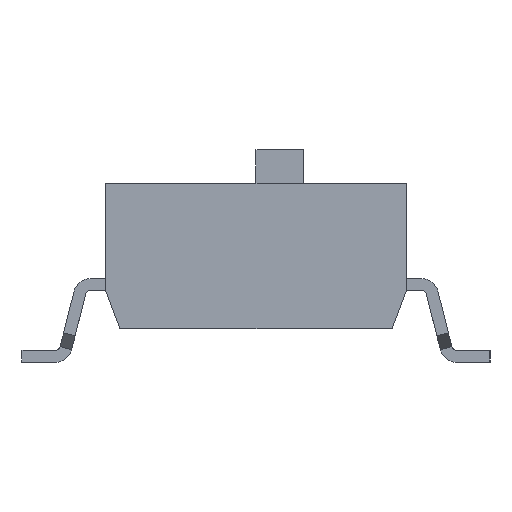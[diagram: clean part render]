
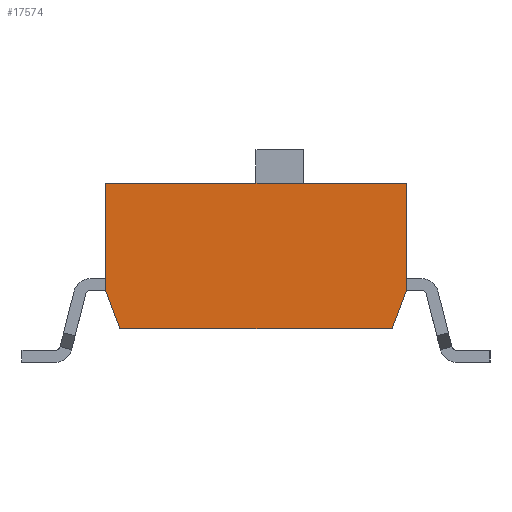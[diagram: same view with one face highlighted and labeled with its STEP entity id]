
A CAD part, left-side view. The second image highlights one B-rep face of the part: STEP entity #17574.
In plain terms, the highlighted planar face has unit normal (-1, 0, 0).
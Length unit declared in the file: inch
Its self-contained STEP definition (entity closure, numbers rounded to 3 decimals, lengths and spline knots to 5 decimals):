
#14576=CARTESIAN_POINT('',(-0.52047,0.12402,0.12008));
#14577=VERTEX_POINT('',#14576);
#14584=CARTESIAN_POINT('',(-0.52047,-0.12402,0.12008));
#14585=VERTEX_POINT('',#14584);
#14586=CARTESIAN_POINT('',(-0.52047,-0.12402,0.12008));
#14587=DIRECTION('',(0.0,1.0,0.0));
#14588=VECTOR('',#14587,0.24803);
#14589=LINE('',#14586,#14588);
#14590=EDGE_CURVE('',#14585,#14577,#14589,.T.);
#17198=CARTESIAN_POINT('',(-0.52047,0.12402,0.0315));
#17199=VERTEX_POINT('',#17198);
#17200=CARTESIAN_POINT('',(-0.52047,0.1122,0.));
#17201=VERTEX_POINT('',#17200);
#17202=CARTESIAN_POINT('',(-0.52047,0.12402,0.0315));
#17203=DIRECTION('',(0.0,-0.351,-0.936));
#17204=VECTOR('',#17203,0.03364);
#17205=LINE('',#17202,#17204);
#17206=EDGE_CURVE('',#17199,#17201,#17205,.T.);
#17308=CARTESIAN_POINT('',(-0.52047,-0.1122,0.));
#17309=VERTEX_POINT('',#17308);
#17310=CARTESIAN_POINT('',(-0.52047,-0.12402,0.0315));
#17311=VERTEX_POINT('',#17310);
#17312=CARTESIAN_POINT('',(-0.52047,-0.1122,0.));
#17313=DIRECTION('',(0.0,-0.351,0.936));
#17314=VECTOR('',#17313,0.03364);
#17315=LINE('',#17312,#17314);
#17316=EDGE_CURVE('',#17309,#17311,#17315,.T.);
#17456=CARTESIAN_POINT('',(-0.52047,0.12402,0.0315));
#17457=DIRECTION('',(0.0,0.0,1.0));
#17458=VECTOR('',#17457,0.08858);
#17459=LINE('',#17456,#17458);
#17460=EDGE_CURVE('',#17199,#14577,#17459,.T.);
#17489=CARTESIAN_POINT('',(-0.52047,-0.12402,0.0315));
#17490=DIRECTION('',(0.0,0.0,1.0));
#17491=VECTOR('',#17490,0.08858);
#17492=LINE('',#17489,#17491);
#17493=EDGE_CURVE('',#17311,#14585,#17492,.T.);
#17556=CARTESIAN_POINT('',(-0.52047,-0.13642,-0.006));
#17557=DIRECTION('',(-1.0,0.0,0.0));
#17558=DIRECTION('',(0.0,0.0,1.0));
#17559=AXIS2_PLACEMENT_3D('',#17556,#17557,#17558);
#17560=PLANE('',#17559);
#17561=ORIENTED_EDGE('',*,*,#17206,.T.);
#17562=CARTESIAN_POINT('',(-0.52047,-0.1122,0.0));
#17563=DIRECTION('',(0.0,1.0,0.0));
#17564=VECTOR('',#17563,0.22441);
#17565=LINE('',#17562,#17564);
#17566=EDGE_CURVE('',#17309,#17201,#17565,.T.);
#17567=ORIENTED_EDGE('',*,*,#17566,.F.);
#17568=ORIENTED_EDGE('',*,*,#17316,.T.);
#17569=ORIENTED_EDGE('',*,*,#17493,.T.);
#17570=ORIENTED_EDGE('',*,*,#14590,.T.);
#17571=ORIENTED_EDGE('',*,*,#17460,.F.);
#17572=EDGE_LOOP('',(#17561,#17567,#17568,#17569,#17570,#17571));
#17573=FACE_OUTER_BOUND('',#17572,.T.);
#17574=ADVANCED_FACE('',(#17573),#17560,.T.);
